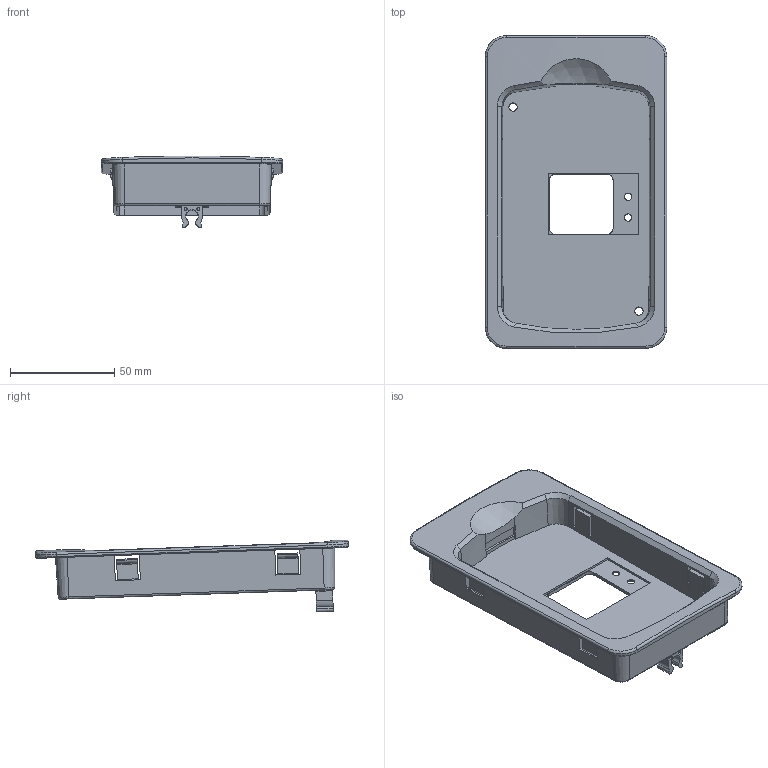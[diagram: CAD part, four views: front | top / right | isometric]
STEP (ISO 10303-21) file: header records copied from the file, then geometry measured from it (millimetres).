
FILE_DESCRIPTION (( 'STEP AP214' ), '1' );
FILE_NAME ('ACN-3MRC.STEP', '2021-03-30T14:01:14', ( '' ), ( '' ), 'SwSTEP 2.0', 'SolidWorks 2017', '' );
FILE_SCHEMA (( 'AUTOMOTIVE_DESIGN' ));
Length unit declared in the file: inch
Products named in the file (1): ACN-3MRC
Bounding box: 87 x 149.98 x 34.52 mm (x, y, z)
Volume: 55501 mm3; surface area: 44355.5 mm2
Topology: 1 solids, 1 shells, 200 faces, 549 edges, 350 vertices
Faces by surface type: plane 88, cylinder 59, bspline 26, cone 19, torus 6, sphere 2
Entity records: 10028 total; most frequent: CARTESIAN_POINT 5290, ORIENTED_EDGE 1098, DIRECTION 781, EDGE_CURVE 549, VERTEX_POINT 350, LINE 281, VECTOR 281, AXIS2_PLACEMENT_3D 250
